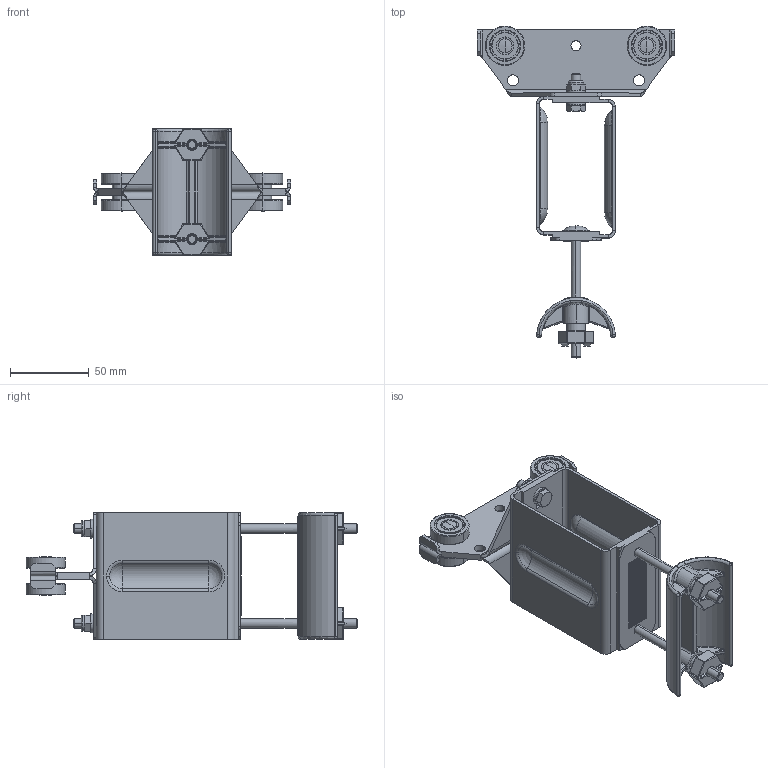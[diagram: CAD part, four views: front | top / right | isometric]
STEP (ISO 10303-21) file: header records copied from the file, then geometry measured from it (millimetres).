
FILE_DESCRIPTION (( 'STEP AP214' ), '1' );
FILE_NAME ('0020518.step', '2021-05-26T08:28:59', ( 'Windows-Benutzer' ), ( '' ), 'SwSTEP 2.0', 'SolidWorks 2020', '' );
FILE_SCHEMA (( 'AUTOMOTIVE_DESIGN' ));
Length unit declared in the file: millimetre
Products named in the file (1): 0020518
Bounding box: 125 x 210.5 x 80 mm (x, y, z)
Volume: 130825.4 mm3; surface area: 100496.1 mm2
Topology: 13 solids, 21 shells, 1271 faces, 2946 edges, 1700 vertices
Faces by surface type: plane 613, cylinder 390, cone 92, torus 78, bspline 60, sphere 38
Entity records: 46123 total; most frequent: CARTESIAN_POINT 10820, DIRECTION 6050, ORIENTED_EDGE 5740, EDGE_CURVE 2870, AXIS2_PLACEMENT_3D 2292, VERTEX_POINT 1690, VECTOR 1466, LINE 1466
